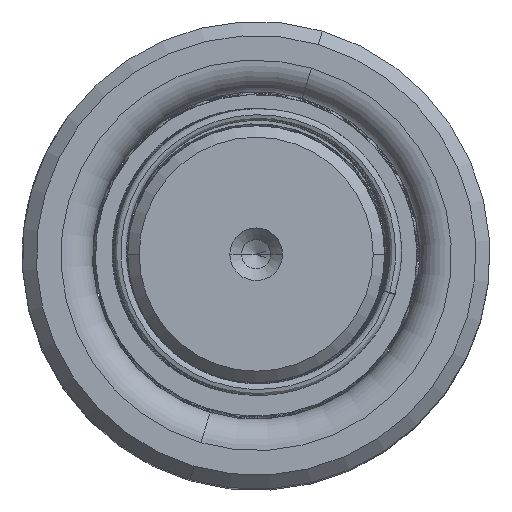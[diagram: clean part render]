
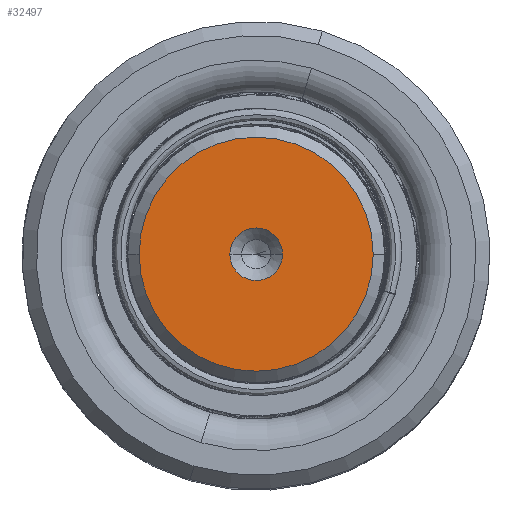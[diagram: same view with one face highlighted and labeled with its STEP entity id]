
A CAD part, top view. The second image highlights one B-rep face of the part: STEP entity #32497.
In plain terms, the highlighted planar face has unit normal (0, 0, 1).
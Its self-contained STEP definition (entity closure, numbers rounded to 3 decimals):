
#1901 = FACE_BOUND ( 'NONE', #7181, .T. ) ;
#2730 = DIRECTION ( 'NONE',  ( 1., 0., 0. ) ) ;
#2766 = EDGE_CURVE ( 'NONE', #50484, #21449, #9030, .T. ) ;
#4245 = EDGE_CURVE ( 'NONE', #21449, #50484, #52905, .T. ) ;
#6885 = ORIENTED_EDGE ( 'NONE', *, *, #2766, .F. ) ;
#7181 = EDGE_LOOP ( 'NONE', ( #15124, #6885 ) ) ;
#8161 = CARTESIAN_POINT ( 'NONE',  ( 10.009, 0., 120. ) ) ;
#9030 = CIRCLE ( 'NONE', #50103, 2.25 ) ;
#9311 = AXIS2_PLACEMENT_3D ( 'NONE', #25916, #12733, #34280 ) ;
#9430 = EDGE_CURVE ( 'NONE', #14553, #17838, #33459, .T. ) ;
#9510 = DIRECTION ( 'NONE',  ( 1., 0., 0. ) ) ;
#10731 = CARTESIAN_POINT ( 'NONE',  ( 0., 0., 120. ) ) ;
#11289 = DIRECTION ( 'NONE',  ( 0., 0., 1. ) ) ;
#11328 = CARTESIAN_POINT ( 'NONE',  ( -10.009, 0., 120. ) ) ;
#12559 = FACE_OUTER_BOUND ( 'NONE', #29202, .T. ) ;
#12733 = DIRECTION ( 'NONE',  ( 0., 0., 1. ) ) ;
#13490 = CARTESIAN_POINT ( 'NONE',  ( 2.25, 0., 120. ) ) ;
#14553 = VERTEX_POINT ( 'NONE', #11328 ) ;
#15124 = ORIENTED_EDGE ( 'NONE', *, *, #4245, .F. ) ;
#17838 = VERTEX_POINT ( 'NONE', #8161 ) ;
#18408 = CARTESIAN_POINT ( 'NONE',  ( -2.25, 0., 120. ) ) ;
#18944 = DIRECTION ( 'NONE',  ( 0., 0., 1. ) ) ;
#20739 = PLANE ( 'NONE',  #9311 ) ;
#21449 = VERTEX_POINT ( 'NONE', #13490 ) ;
#25043 = CIRCLE ( 'NONE', #28047, 10.009 ) ;
#25916 = CARTESIAN_POINT ( 'NONE',  ( 0., 0., 120. ) ) ;
#28047 = AXIS2_PLACEMENT_3D ( 'NONE', #10731, #40845, #45862 ) ;
#29202 = EDGE_LOOP ( 'NONE', ( #43896, #54357 ) ) ;
#29950 = DIRECTION ( 'NONE',  ( 0., 0., 1. ) ) ;
#32497 = ADVANCED_FACE ( 'NONE', ( #1901, #12559 ), #20739, .T. ) ;
#33373 = CARTESIAN_POINT ( 'NONE',  ( 0., 0., 120. ) ) ;
#33459 = CIRCLE ( 'NONE', #51648, 10.009 ) ;
#34280 = DIRECTION ( 'NONE',  ( 1., 0., 0. ) ) ;
#34408 = CARTESIAN_POINT ( 'NONE',  ( 0., 0., 120. ) ) ;
#35503 = DIRECTION ( 'NONE',  ( 1., 0., 0. ) ) ;
#40845 = DIRECTION ( 'NONE',  ( 0., 0., 1. ) ) ;
#41969 = AXIS2_PLACEMENT_3D ( 'NONE', #33373, #11289, #2730 ) ;
#43896 = ORIENTED_EDGE ( 'NONE', *, *, #9430, .T. ) ;
#45862 = DIRECTION ( 'NONE',  ( 1., 0., 0. ) ) ;
#47894 = EDGE_CURVE ( 'NONE', #17838, #14553, #25043, .T. ) ;
#48885 = CARTESIAN_POINT ( 'NONE',  ( 0., 0., 120. ) ) ;
#50103 = AXIS2_PLACEMENT_3D ( 'NONE', #48885, #18944, #35503 ) ;
#50484 = VERTEX_POINT ( 'NONE', #18408 ) ;
#51648 = AXIS2_PLACEMENT_3D ( 'NONE', #34408, #29950, #9510 ) ;
#52905 = CIRCLE ( 'NONE', #41969, 2.25 ) ;
#54357 = ORIENTED_EDGE ( 'NONE', *, *, #47894, .T. ) ;
